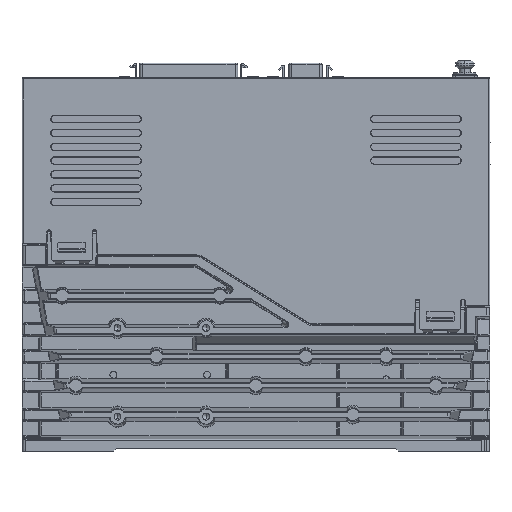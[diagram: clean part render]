
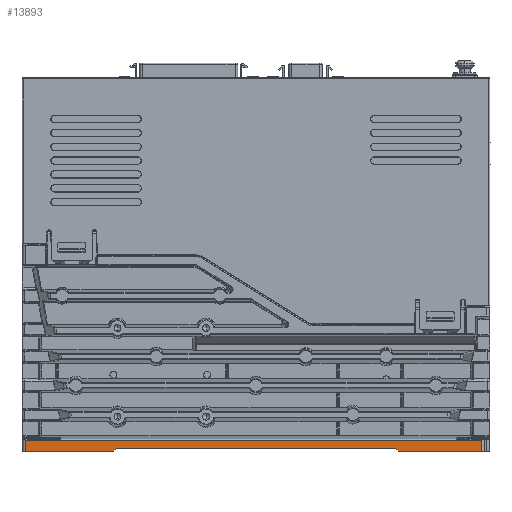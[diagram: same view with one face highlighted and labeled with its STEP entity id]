
A CAD part, left-side view. The second image highlights one B-rep face of the part: STEP entity #13893.
In plain terms, the highlighted planar face has unit normal (-1, 0, 0).
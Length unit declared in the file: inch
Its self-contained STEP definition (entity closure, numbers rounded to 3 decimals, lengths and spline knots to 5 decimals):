
#1035 = LINE ( 'NONE', #104548, #22098 ) ;
#1330 = VECTOR ( 'NONE', #105580, 39.37008 ) ;
#2090 = CARTESIAN_POINT ( 'NONE',  ( -0.98425, 3.27744, -2.65748 ) ) ;
#4673 = ORIENTED_EDGE ( 'NONE', *, *, #130924, .F. ) ;
#4917 = EDGE_CURVE ( 'NONE', #92722, #67261, #1035, .T. ) ;
#8296 = EDGE_CURVE ( 'NONE', #24776, #92722, #105688, .T. ) ;
#9758 = AXIS2_PLACEMENT_3D ( 'NONE', #31817, #127369, #125649 ) ;
#9975 = LINE ( 'NONE', #34132, #108594 ) ;
#11237 = AXIS2_PLACEMENT_3D ( 'NONE', #121441, #122598, #162540 ) ;
#13170 = VECTOR ( 'NONE', #84553, 39.37008 ) ;
#13844 = DIRECTION ( 'NONE',  ( 1., 0., 0. ) ) ;
#13893 = ADVANCED_FACE ( 'NONE', ( #171393 ), #113816, .F. ) ;
#14358 = LINE ( 'NONE', #61064, #92175 ) ;
#15659 = VERTEX_POINT ( 'NONE', #31879 ) ;
#15816 = VERTEX_POINT ( 'NONE', #118539 ) ;
#17809 = CARTESIAN_POINT ( 'NONE',  ( -0.98425, -3.20866, -2.65748 ) ) ;
#22098 = VECTOR ( 'NONE', #90516, 39.37008 ) ;
#23098 = ORIENTED_EDGE ( 'NONE', *, *, #103358, .F. ) ;
#24776 = VERTEX_POINT ( 'NONE', #71840 ) ;
#27640 = EDGE_CURVE ( 'NONE', #85177, #125908, #50821, .T. ) ;
#29265 = DIRECTION ( 'NONE',  ( 1., 0., 0. ) ) ;
#31817 = CARTESIAN_POINT ( 'NONE',  ( -0.98425, 3.32677, -2.65748 ) ) ;
#31879 = CARTESIAN_POINT ( 'NONE',  ( -0.98425, -3.20866, -2.65748 ) ) ;
#32499 = EDGE_LOOP ( 'NONE', ( #118917, #4673, #107415, #114403, #85320, #23098, #136472, #80492, #173752, #120795, #162140, #99192 ) ) ;
#32503 = EDGE_CURVE ( 'NONE', #105169, #166264, #14358, .T. ) ;
#34132 = CARTESIAN_POINT ( 'NONE',  ( -0.98425, 3.32677, -2.65748 ) ) ;
#34143 = LINE ( 'NONE', #146926, #132784 ) ;
#37478 = VERTEX_POINT ( 'NONE', #169109 ) ;
#39309 = CARTESIAN_POINT ( 'NONE',  ( -0.98425, 3.27744, -2.65748 ) ) ;
#41608 = CIRCLE ( 'NONE', #138590, 0.01181 ) ;
#41742 = EDGE_CURVE ( 'NONE', #105169, #67261, #149142, .T. ) ;
#50821 = LINE ( 'NONE', #143385, #99165 ) ;
#51216 = DIRECTION ( 'NONE',  ( 0., 0.707, -0.707 ) ) ;
#55062 = CARTESIAN_POINT ( 'NONE',  ( -0.98425, -1.97188, -2.65748 ) ) ;
#61064 = CARTESIAN_POINT ( 'NONE',  ( -0.98425, 1.98819, -2.61811 ) ) ;
#62156 = CARTESIAN_POINT ( 'NONE',  ( -0.98425, 1.99972, -2.62964 ) ) ;
#67261 = VERTEX_POINT ( 'NONE', #87512 ) ;
#69590 = DIRECTION ( 'NONE',  ( 0., 0., -1. ) ) ;
#71840 = CARTESIAN_POINT ( 'NONE',  ( -0.98425, -2.03245, -2.65748 ) ) ;
#72535 = EDGE_CURVE ( 'NONE', #37478, #15816, #34143, .T. ) ;
#73465 = CARTESIAN_POINT ( 'NONE',  ( -0.98425, 1.97188, -2.61811 ) ) ;
#80492 = ORIENTED_EDGE ( 'NONE', *, *, #27640, .F. ) ;
#84553 = DIRECTION ( 'NONE',  ( 0., 1., 0. ) ) ;
#85177 = VERTEX_POINT ( 'NONE', #62156 ) ;
#85320 = ORIENTED_EDGE ( 'NONE', *, *, #140602, .F. ) ;
#85577 = CARTESIAN_POINT ( 'NONE',  ( -0.98425, -1.97188, -2.61811 ) ) ;
#85740 = CARTESIAN_POINT ( 'NONE',  ( -0.98425, 3.32677, -2.65748 ) ) ;
#86431 = DIRECTION ( 'NONE',  ( 0., 0., 1. ) ) ;
#87512 = CARTESIAN_POINT ( 'NONE',  ( -0.98425, -1.99972, -2.62964 ) ) ;
#89961 = VECTOR ( 'NONE', #111620, 39.37008 ) ;
#90516 = DIRECTION ( 'NONE',  ( 0., 0.707, 0.707 ) ) ;
#92175 = VECTOR ( 'NONE', #142601, 39.37008 ) ;
#92722 = VERTEX_POINT ( 'NONE', #125788 ) ;
#93316 = VERTEX_POINT ( 'NONE', #2090 ) ;
#99165 = VECTOR ( 'NONE', #51216, 39.37008 ) ;
#99192 = ORIENTED_EDGE ( 'NONE', *, *, #4917, .F. ) ;
#103358 = EDGE_CURVE ( 'NONE', #122259, #93316, #9975, .T. ) ;
#104548 = CARTESIAN_POINT ( 'NONE',  ( -0.98425, -2.0241, -2.65402 ) ) ;
#105169 = VERTEX_POINT ( 'NONE', #85577 ) ;
#105580 = DIRECTION ( 'NONE',  ( 0., 0., 1. ) ) ;
#105688 = CIRCLE ( 'NONE', #11237, 0.01181 ) ;
#107415 = ORIENTED_EDGE ( 'NONE', *, *, #109020, .F. ) ;
#108594 = VECTOR ( 'NONE', #142077, 39.37008 ) ;
#109020 = EDGE_CURVE ( 'NONE', #15816, #15659, #174153, .T. ) ;
#109784 = LINE ( 'NONE', #85740, #13170 ) ;
#111620 = DIRECTION ( 'NONE',  ( 0., 0., -1. ) ) ;
#113816 = PLANE ( 'NONE',  #9758 ) ;
#114403 = ORIENTED_EDGE ( 'NONE', *, *, #72535, .F. ) ;
#118539 = CARTESIAN_POINT ( 'NONE',  ( -0.98425, -3.20866, -2.49593 ) ) ;
#118917 = ORIENTED_EDGE ( 'NONE', *, *, #8296, .F. ) ;
#120705 = CIRCLE ( 'NONE', #151369, 0.03937 ) ;
#120795 = ORIENTED_EDGE ( 'NONE', *, *, #32503, .F. ) ;
#121376 = DIRECTION ( 'NONE',  ( 0., 0., 1. ) ) ;
#121441 = CARTESIAN_POINT ( 'NONE',  ( -0.98425, -2.03245, -2.64567 ) ) ;
#122259 = VERTEX_POINT ( 'NONE', #133695 ) ;
#122598 = DIRECTION ( 'NONE',  ( 1., 0., 0. ) ) ;
#122668 = EDGE_CURVE ( 'NONE', #85177, #166264, #120705, .T. ) ;
#125649 = DIRECTION ( 'NONE',  ( 0., 0., -1. ) ) ;
#125788 = CARTESIAN_POINT ( 'NONE',  ( -0.98425, -2.0241, -2.65402 ) ) ;
#125908 = VERTEX_POINT ( 'NONE', #143692 ) ;
#126786 = EDGE_CURVE ( 'NONE', #125908, #122259, #41608, .T. ) ;
#127369 = DIRECTION ( 'NONE',  ( 1., 0., 0. ) ) ;
#130924 = EDGE_CURVE ( 'NONE', #15659, #24776, #109784, .T. ) ;
#132784 = VECTOR ( 'NONE', #160430, 39.37008 ) ;
#133695 = CARTESIAN_POINT ( 'NONE',  ( -0.98425, 2.03245, -2.65748 ) ) ;
#136472 = ORIENTED_EDGE ( 'NONE', *, *, #126786, .F. ) ;
#138590 = AXIS2_PLACEMENT_3D ( 'NONE', #152701, #167371, #86431 ) ;
#139917 = LINE ( 'NONE', #39309, #1330 ) ;
#140602 = EDGE_CURVE ( 'NONE', #93316, #37478, #139917, .T. ) ;
#142077 = DIRECTION ( 'NONE',  ( 0., 1., 0. ) ) ;
#142601 = DIRECTION ( 'NONE',  ( 0., 1., 0. ) ) ;
#143385 = CARTESIAN_POINT ( 'NONE',  ( -0.98425, 1.99972, -2.62964 ) ) ;
#143692 = CARTESIAN_POINT ( 'NONE',  ( -0.98425, 2.0241, -2.65402 ) ) ;
#146926 = CARTESIAN_POINT ( 'NONE',  ( -0.98425, 3.32677, -2.49593 ) ) ;
#149142 = CIRCLE ( 'NONE', #167904, 0.03937 ) ;
#149973 = CARTESIAN_POINT ( 'NONE',  ( -0.98425, 1.97188, -2.65748 ) ) ;
#151369 = AXIS2_PLACEMENT_3D ( 'NONE', #149973, #13844, #69590 ) ;
#152701 = CARTESIAN_POINT ( 'NONE',  ( -0.98425, 2.03245, -2.64567 ) ) ;
#160430 = DIRECTION ( 'NONE',  ( 0., -1., 0. ) ) ;
#162140 = ORIENTED_EDGE ( 'NONE', *, *, #41742, .T. ) ;
#162540 = DIRECTION ( 'NONE',  ( 0., 0., -1. ) ) ;
#166264 = VERTEX_POINT ( 'NONE', #73465 ) ;
#167371 = DIRECTION ( 'NONE',  ( 1., 0., 0. ) ) ;
#167904 = AXIS2_PLACEMENT_3D ( 'NONE', #55062, #29265, #121376 ) ;
#169109 = CARTESIAN_POINT ( 'NONE',  ( -0.98425, 3.27744, -2.49593 ) ) ;
#171393 = FACE_OUTER_BOUND ( 'NONE', #32499, .T. ) ;
#173752 = ORIENTED_EDGE ( 'NONE', *, *, #122668, .T. ) ;
#174153 = LINE ( 'NONE', #17809, #89961 ) ;
